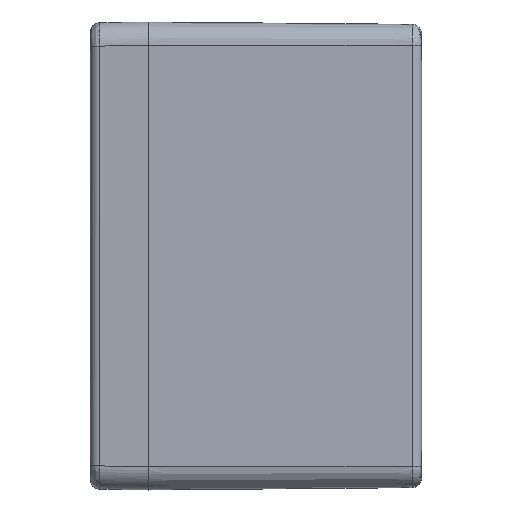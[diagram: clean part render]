
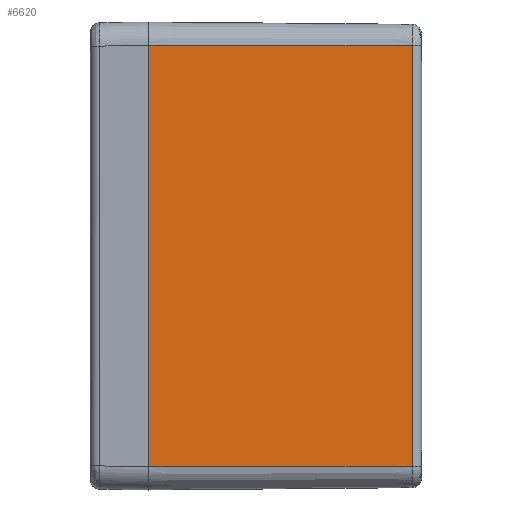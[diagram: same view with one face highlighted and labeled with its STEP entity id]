
A CAD part, left-side view. The second image highlights one B-rep face of the part: STEP entity #6620.
In plain terms, the highlighted planar face has unit normal (-1, -0.009, 0).
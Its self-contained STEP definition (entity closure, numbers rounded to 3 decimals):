
#351 = CARTESIAN_POINT ( 'NONE',  ( -61., 70., 54. ) ) ;
#1022 = CARTESIAN_POINT ( 'NONE',  ( -61., 70., -54. ) ) ;
#1369 = DIRECTION ( 'NONE',  ( -1., -0.009, 0. ) ) ;
#1670 = VECTOR ( 'NONE', #8074, 1000. ) ;
#1734 = DIRECTION ( 'NONE',  ( 0., 0., -1. ) ) ;
#3130 = ORIENTED_EDGE ( 'NONE', *, *, #16385, .T. ) ;
#3704 = CARTESIAN_POINT ( 'NONE',  ( -60.411, 2.478, 54. ) ) ;
#3999 = VECTOR ( 'NONE', #19513, 1000. ) ;
#4774 = EDGE_LOOP ( 'NONE', ( #22183, #3130, #15932, #15473 ) ) ;
#6594 = LINE ( 'NONE', #1022, #12299 ) ;
#6620 = ADVANCED_FACE ( 'NONE', ( #19123 ), #18897, .T. ) ;
#7586 = VERTEX_POINT ( 'NONE', #21274 ) ;
#8074 = DIRECTION ( 'NONE',  ( 0.009, -1., 0. ) ) ;
#8440 = DIRECTION ( 'NONE',  ( -0.009, 1., 0. ) ) ;
#9305 = VECTOR ( 'NONE', #1734, 1000. ) ;
#10686 = LINE ( 'NONE', #351, #3999 ) ;
#10693 = CARTESIAN_POINT ( 'NONE',  ( -61., 70., -54. ) ) ;
#10945 = VERTEX_POINT ( 'NONE', #10693 ) ;
#11544 = LINE ( 'NONE', #15146, #1670 ) ;
#11919 = CARTESIAN_POINT ( 'NONE',  ( -61., 70., -63.259 ) ) ;
#12299 = VECTOR ( 'NONE', #17177, 1000. ) ;
#13117 = EDGE_CURVE ( 'NONE', #7586, #20426, #11544, .T. ) ;
#15146 = CARTESIAN_POINT ( 'NONE',  ( -61., 70., 54. ) ) ;
#15473 = ORIENTED_EDGE ( 'NONE', *, *, #21120, .F. ) ;
#15897 = VERTEX_POINT ( 'NONE', #19093 ) ;
#15932 = ORIENTED_EDGE ( 'NONE', *, *, #22502, .T. ) ;
#16385 = EDGE_CURVE ( 'NONE', #7586, #10945, #10686, .T. ) ;
#17177 = DIRECTION ( 'NONE',  ( 0.009, -1., 0. ) ) ;
#17645 = LINE ( 'NONE', #3704, #9305 ) ;
#18546 = AXIS2_PLACEMENT_3D ( 'NONE', #11919, #1369, #8440 ) ;
#18897 = PLANE ( 'NONE',  #18546 ) ;
#19093 = CARTESIAN_POINT ( 'NONE',  ( -60.411, 2.478, -54. ) ) ;
#19123 = FACE_OUTER_BOUND ( 'NONE', #4774, .T. ) ;
#19513 = DIRECTION ( 'NONE',  ( 0., 0., -1. ) ) ;
#20426 = VERTEX_POINT ( 'NONE', #21298 ) ;
#21120 = EDGE_CURVE ( 'NONE', #20426, #15897, #17645, .T. ) ;
#21274 = CARTESIAN_POINT ( 'NONE',  ( -61., 70., 54. ) ) ;
#21298 = CARTESIAN_POINT ( 'NONE',  ( -60.411, 2.478, 54. ) ) ;
#22183 = ORIENTED_EDGE ( 'NONE', *, *, #13117, .F. ) ;
#22502 = EDGE_CURVE ( 'NONE', #10945, #15897, #6594, .T. ) ;
